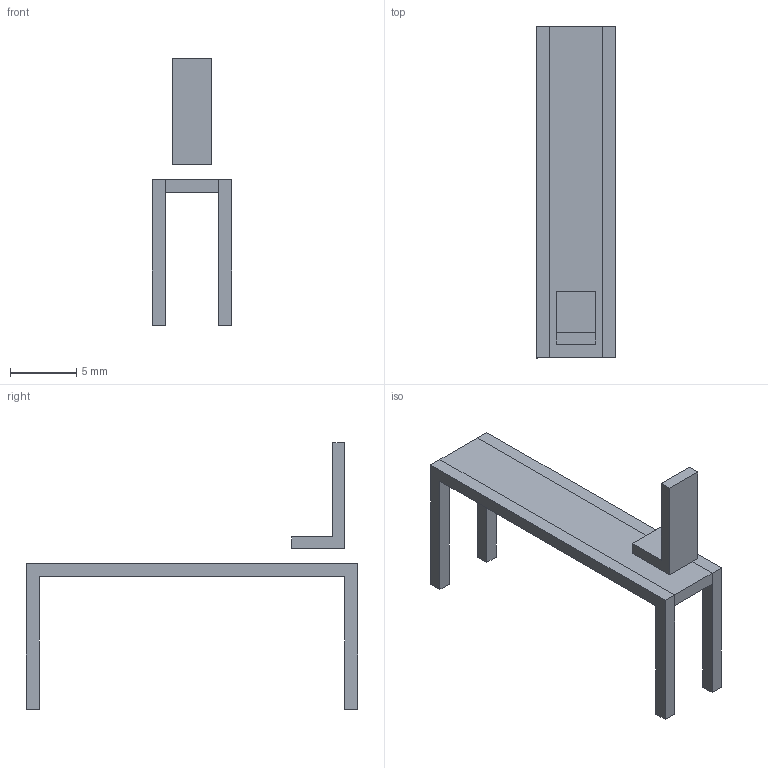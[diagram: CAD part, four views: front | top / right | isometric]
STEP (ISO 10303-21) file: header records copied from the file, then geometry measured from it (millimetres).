
FILE_DESCRIPTION(/* description */ (''),/* implementation_level */ '2;1');
FILE_NAME(/* name */ 'Conveyor_Silla.step',/* time_stamp */ '2022-06-27T19:06:22-05:00',/* author */ (''),/* organization */ (''),/* preprocessor_version */ 'ST-DEVELOPER v19',/* originating_system */ 'Autodesk Translation Framework v11.7.0.108',/* authorisation */ '');
FILE_SCHEMA (('AUTOMOTIVE_DESIGN { 1 0 10303 214 3 1 1 }'));
Length unit declared in the file: millimetre
Products named in the file (6): Conveyor_Silla; Conveyor; Banda; Soporte_banda_i; Soporte_banda_d; Silla v1
Assembly tree (5 placements, depth 3):
  Conveyor_Silla
    Conveyor
      Banda
      Soporte_banda_i
      Soporte_banda_d
    Silla v1
Bounding box: 6 x 25 x 20.1 mm (x, y, z)
Volume: 220 mm3; surface area: 714 mm2
Topology: 4 solids, 4 shells, 34 faces, 78 edges, 52 vertices
Faces by surface type: plane 34
Entity records: 1141 total; most frequent: CARTESIAN_POINT 176, DIRECTION 170, ORIENTED_EDGE 156, LINE 78, VECTOR 78, EDGE_CURVE 78, VERTEX_POINT 52, AXIS2_PLACEMENT_3D 46
